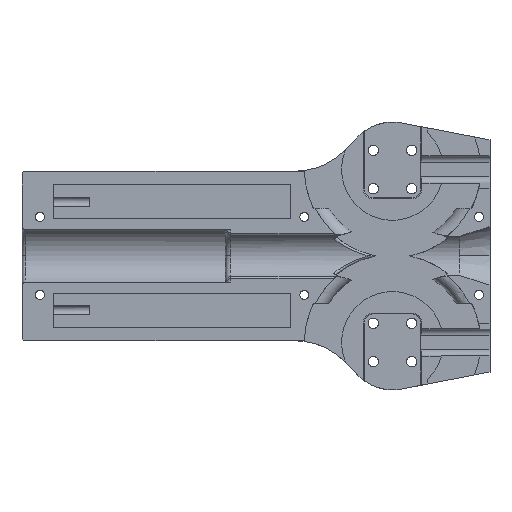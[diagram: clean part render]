
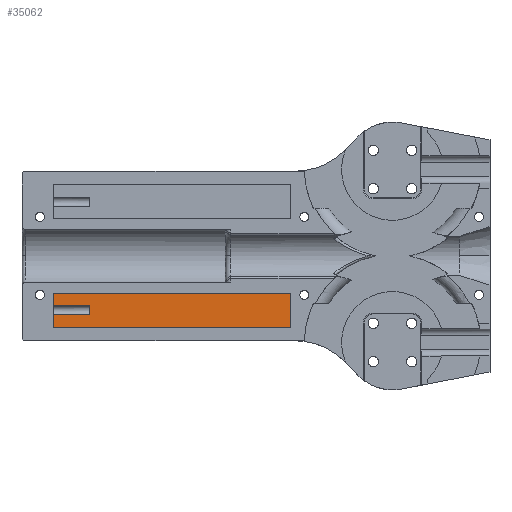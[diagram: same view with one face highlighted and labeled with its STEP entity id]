
A CAD part, top view. The second image highlights one B-rep face of the part: STEP entity #35062.
In plain terms, the highlighted planar face has unit normal (0, 0, 1).
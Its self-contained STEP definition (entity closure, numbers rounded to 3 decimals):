
#22165 = PLANE('',#22166);
#22166 = AXIS2_PLACEMENT_3D('',#22167,#22168,#22169);
#22167 = CARTESIAN_POINT('',(-100.,-21.,24.02));
#22168 = DIRECTION('',(0.,1.,0.));
#22169 = DIRECTION('',(-1.,0.,0.));
#22193 = PLANE('',#22194);
#22194 = AXIS2_PLACEMENT_3D('',#22195,#22196,#22197);
#22195 = CARTESIAN_POINT('',(-100.,-11.,24.02));
#22196 = DIRECTION('',(1.,0.,0.));
#22197 = DIRECTION('',(0.,1.,0.));
#22221 = PLANE('',#22222);
#22222 = AXIS2_PLACEMENT_3D('',#22223,#22224,#22225);
#22223 = CARTESIAN_POINT('',(-30.,-11.,24.02));
#22224 = DIRECTION('',(-0.,-1.,-0.));
#22225 = DIRECTION('',(1.,0.,0.));
#22247 = PLANE('',#22248);
#22248 = AXIS2_PLACEMENT_3D('',#22249,#22250,#22251);
#22249 = CARTESIAN_POINT('',(-30.,-21.,24.02));
#22250 = DIRECTION('',(-1.,-0.,-0.));
#22251 = DIRECTION('',(0.,-1.,0.));
#27381 = VERTEX_POINT('',#27382);
#27382 = CARTESIAN_POINT('',(-100.,-21.,6.02));
#27403 = EDGE_CURVE('',#27381,#27404,#27406,.T.);
#27404 = VERTEX_POINT('',#27405);
#27405 = CARTESIAN_POINT('',(-30.,-21.,6.02));
#27406 = SURFACE_CURVE('',#27407,(#27411,#27418),.PCURVE_S1.);
#27407 = LINE('',#27408,#27409);
#27408 = CARTESIAN_POINT('',(-100.,-21.,6.02));
#27409 = VECTOR('',#27410,1.);
#27410 = DIRECTION('',(1.,0.,0.));
#27411 = PCURVE('',#22165,#27412);
#27412 = DEFINITIONAL_REPRESENTATION('',(#27413),#27417);
#27413 = LINE('',#27414,#27415);
#27414 = CARTESIAN_POINT('',(-0.,-18.));
#27415 = VECTOR('',#27416,1.);
#27416 = DIRECTION('',(-1.,0.));
#27417 = ( GEOMETRIC_REPRESENTATION_CONTEXT(2) 
PARAMETRIC_REPRESENTATION_CONTEXT() REPRESENTATION_CONTEXT('2D SPACE',''
  ) );
#27418 = PCURVE('',#27419,#27424);
#27419 = PLANE('',#27420);
#27420 = AXIS2_PLACEMENT_3D('',#27421,#27422,#27423);
#27421 = CARTESIAN_POINT('',(-100.,-21.,6.02));
#27422 = DIRECTION('',(0.,0.,1.));
#27423 = DIRECTION('',(-1.,0.,0.));
#27424 = DEFINITIONAL_REPRESENTATION('',(#27425),#27429);
#27425 = LINE('',#27426,#27427);
#27426 = CARTESIAN_POINT('',(-0.,0.));
#27427 = VECTOR('',#27428,1.);
#27428 = DIRECTION('',(-1.,0.));
#27429 = ( GEOMETRIC_REPRESENTATION_CONTEXT(2) 
PARAMETRIC_REPRESENTATION_CONTEXT() REPRESENTATION_CONTEXT('2D SPACE',''
  ) );
#27463 = VERTEX_POINT('',#27464);
#27464 = CARTESIAN_POINT('',(-100.,-11.,6.02));
#27485 = EDGE_CURVE('',#27463,#27486,#27488,.T.);
#27486 = VERTEX_POINT('',#27487);
#27487 = CARTESIAN_POINT('',(-100.,-14.65,6.02));
#27488 = SURFACE_CURVE('',#27489,(#27493,#27500),.PCURVE_S1.);
#27489 = LINE('',#27490,#27491);
#27490 = CARTESIAN_POINT('',(-100.,-11.,6.02));
#27491 = VECTOR('',#27492,1.);
#27492 = DIRECTION('',(-0.,-1.,-0.));
#27493 = PCURVE('',#22193,#27494);
#27494 = DEFINITIONAL_REPRESENTATION('',(#27495),#27499);
#27495 = LINE('',#27496,#27497);
#27496 = CARTESIAN_POINT('',(-0.,-18.));
#27497 = VECTOR('',#27498,1.);
#27498 = DIRECTION('',(-1.,0.));
#27499 = ( GEOMETRIC_REPRESENTATION_CONTEXT(2) 
PARAMETRIC_REPRESENTATION_CONTEXT() REPRESENTATION_CONTEXT('2D SPACE',''
  ) );
#27500 = PCURVE('',#27419,#27501);
#27501 = DEFINITIONAL_REPRESENTATION('',(#27502),#27506);
#27502 = LINE('',#27503,#27504);
#27503 = CARTESIAN_POINT('',(-0.,-10.));
#27504 = VECTOR('',#27505,1.);
#27505 = DIRECTION('',(-0.,1.));
#27506 = ( GEOMETRIC_REPRESENTATION_CONTEXT(2) 
PARAMETRIC_REPRESENTATION_CONTEXT() REPRESENTATION_CONTEXT('2D SPACE',''
  ) );
#27509 = VERTEX_POINT('',#27510);
#27510 = CARTESIAN_POINT('',(-100.,-17.35,6.02));
#27525 = CYLINDRICAL_SURFACE('',#27526,1.35);
#27526 = AXIS2_PLACEMENT_3D('',#27527,#27528,#27529);
#27527 = CARTESIAN_POINT('',(-109.25,-16.,6.));
#27528 = DIRECTION('',(-1.,-0.,-0.));
#27529 = DIRECTION('',(0.,1.,0.));
#27537 = EDGE_CURVE('',#27509,#27381,#27538,.T.);
#27538 = SURFACE_CURVE('',#27539,(#27543,#27550),.PCURVE_S1.);
#27539 = LINE('',#27540,#27541);
#27540 = CARTESIAN_POINT('',(-100.,-11.,6.02));
#27541 = VECTOR('',#27542,1.);
#27542 = DIRECTION('',(-0.,-1.,-0.));
#27543 = PCURVE('',#22193,#27544);
#27544 = DEFINITIONAL_REPRESENTATION('',(#27545),#27549);
#27545 = LINE('',#27546,#27547);
#27546 = CARTESIAN_POINT('',(-0.,-18.));
#27547 = VECTOR('',#27548,1.);
#27548 = DIRECTION('',(-1.,0.));
#27549 = ( GEOMETRIC_REPRESENTATION_CONTEXT(2) 
PARAMETRIC_REPRESENTATION_CONTEXT() REPRESENTATION_CONTEXT('2D SPACE',''
  ) );
#27550 = PCURVE('',#27419,#27551);
#27551 = DEFINITIONAL_REPRESENTATION('',(#27552),#27556);
#27552 = LINE('',#27553,#27554);
#27553 = CARTESIAN_POINT('',(-0.,-10.));
#27554 = VECTOR('',#27555,1.);
#27555 = DIRECTION('',(-0.,1.));
#27556 = ( GEOMETRIC_REPRESENTATION_CONTEXT(2) 
PARAMETRIC_REPRESENTATION_CONTEXT() REPRESENTATION_CONTEXT('2D SPACE',''
  ) );
#27610 = EDGE_CURVE('',#27404,#27611,#27613,.T.);
#27611 = VERTEX_POINT('',#27612);
#27612 = CARTESIAN_POINT('',(-30.,-11.,6.02));
#27613 = SURFACE_CURVE('',#27614,(#27618,#27625),.PCURVE_S1.);
#27614 = LINE('',#27615,#27616);
#27615 = CARTESIAN_POINT('',(-30.,-21.,6.02));
#27616 = VECTOR('',#27617,1.);
#27617 = DIRECTION('',(0.,1.,0.));
#27618 = PCURVE('',#22247,#27619);
#27619 = DEFINITIONAL_REPRESENTATION('',(#27620),#27624);
#27620 = LINE('',#27621,#27622);
#27621 = CARTESIAN_POINT('',(-0.,-18.));
#27622 = VECTOR('',#27623,1.);
#27623 = DIRECTION('',(-1.,0.));
#27624 = ( GEOMETRIC_REPRESENTATION_CONTEXT(2) 
PARAMETRIC_REPRESENTATION_CONTEXT() REPRESENTATION_CONTEXT('2D SPACE',''
  ) );
#27625 = PCURVE('',#27419,#27626);
#27626 = DEFINITIONAL_REPRESENTATION('',(#27627),#27631);
#27627 = LINE('',#27628,#27629);
#27628 = CARTESIAN_POINT('',(-70.,0.));
#27629 = VECTOR('',#27630,1.);
#27630 = DIRECTION('',(-0.,-1.));
#27631 = ( GEOMETRIC_REPRESENTATION_CONTEXT(2) 
PARAMETRIC_REPRESENTATION_CONTEXT() REPRESENTATION_CONTEXT('2D SPACE',''
  ) );
#27659 = EDGE_CURVE('',#27611,#27463,#27660,.T.);
#27660 = SURFACE_CURVE('',#27661,(#27665,#27672),.PCURVE_S1.);
#27661 = LINE('',#27662,#27663);
#27662 = CARTESIAN_POINT('',(-30.,-11.,6.02));
#27663 = VECTOR('',#27664,1.);
#27664 = DIRECTION('',(-1.,-0.,-0.));
#27665 = PCURVE('',#22221,#27666);
#27666 = DEFINITIONAL_REPRESENTATION('',(#27667),#27671);
#27667 = LINE('',#27668,#27669);
#27668 = CARTESIAN_POINT('',(-0.,-18.));
#27669 = VECTOR('',#27670,1.);
#27670 = DIRECTION('',(-1.,0.));
#27671 = ( GEOMETRIC_REPRESENTATION_CONTEXT(2) 
PARAMETRIC_REPRESENTATION_CONTEXT() REPRESENTATION_CONTEXT('2D SPACE',''
  ) );
#27672 = PCURVE('',#27419,#27673);
#27673 = DEFINITIONAL_REPRESENTATION('',(#27674),#27678);
#27674 = LINE('',#27675,#27676);
#27675 = CARTESIAN_POINT('',(-70.,-10.));
#27676 = VECTOR('',#27677,1.);
#27677 = DIRECTION('',(1.,-0.));
#27678 = ( GEOMETRIC_REPRESENTATION_CONTEXT(2) 
PARAMETRIC_REPRESENTATION_CONTEXT() REPRESENTATION_CONTEXT('2D SPACE',''
  ) );
#29599 = VERTEX_POINT('',#29600);
#29600 = CARTESIAN_POINT('',(-89.25,-14.65,6.02));
#29615 = PLANE('',#29616);
#29616 = AXIS2_PLACEMENT_3D('',#29617,#29618,#29619);
#29617 = CARTESIAN_POINT('',(-89.25,-14.65,6.));
#29618 = DIRECTION('',(1.,0.,0.));
#29619 = DIRECTION('',(0.,0.,-1.));
#29627 = EDGE_CURVE('',#29599,#27486,#29628,.T.);
#29628 = SURFACE_CURVE('',#29629,(#29633,#29640),.PCURVE_S1.);
#29629 = LINE('',#29630,#29631);
#29630 = CARTESIAN_POINT('',(-109.25,-14.65,6.02));
#29631 = VECTOR('',#29632,1.);
#29632 = DIRECTION('',(-1.,-0.,-0.));
#29633 = PCURVE('',#27525,#29634);
#29634 = DEFINITIONAL_REPRESENTATION('',(#29635),#29639);
#29635 = LINE('',#29636,#29637);
#29636 = CARTESIAN_POINT('',(-0.015,0.));
#29637 = VECTOR('',#29638,1.);
#29638 = DIRECTION('',(-0.,1.));
#29639 = ( GEOMETRIC_REPRESENTATION_CONTEXT(2) 
PARAMETRIC_REPRESENTATION_CONTEXT() REPRESENTATION_CONTEXT('2D SPACE',''
  ) );
#29640 = PCURVE('',#27419,#29641);
#29641 = DEFINITIONAL_REPRESENTATION('',(#29642),#29646);
#29642 = LINE('',#29643,#29644);
#29643 = CARTESIAN_POINT('',(9.25,-6.35));
#29644 = VECTOR('',#29645,1.);
#29645 = DIRECTION('',(1.,-0.));
#29646 = ( GEOMETRIC_REPRESENTATION_CONTEXT(2) 
PARAMETRIC_REPRESENTATION_CONTEXT() REPRESENTATION_CONTEXT('2D SPACE',''
  ) );
#29649 = EDGE_CURVE('',#29650,#27509,#29652,.T.);
#29650 = VERTEX_POINT('',#29651);
#29651 = CARTESIAN_POINT('',(-89.25,-17.35,6.02));
#29652 = SURFACE_CURVE('',#29653,(#29657,#29664),.PCURVE_S1.);
#29653 = LINE('',#29654,#29655);
#29654 = CARTESIAN_POINT('',(-109.25,-17.35,6.02));
#29655 = VECTOR('',#29656,1.);
#29656 = DIRECTION('',(-1.,-0.,-0.));
#29657 = PCURVE('',#27525,#29658);
#29658 = DEFINITIONAL_REPRESENTATION('',(#29659),#29663);
#29659 = LINE('',#29660,#29661);
#29660 = CARTESIAN_POINT('',(-3.127,0.));
#29661 = VECTOR('',#29662,1.);
#29662 = DIRECTION('',(-0.,1.));
#29663 = ( GEOMETRIC_REPRESENTATION_CONTEXT(2) 
PARAMETRIC_REPRESENTATION_CONTEXT() REPRESENTATION_CONTEXT('2D SPACE',''
  ) );
#29664 = PCURVE('',#27419,#29665);
#29665 = DEFINITIONAL_REPRESENTATION('',(#29666),#29670);
#29666 = LINE('',#29667,#29668);
#29667 = CARTESIAN_POINT('',(9.25,-3.65));
#29668 = VECTOR('',#29669,1.);
#29669 = DIRECTION('',(1.,-0.));
#29670 = ( GEOMETRIC_REPRESENTATION_CONTEXT(2) 
PARAMETRIC_REPRESENTATION_CONTEXT() REPRESENTATION_CONTEXT('2D SPACE',''
  ) );
#35062 = ADVANCED_FACE('',(#35063),#27419,.T.);
#35063 = FACE_BOUND('',#35064,.F.);
#35064 = EDGE_LOOP('',(#35065,#35066,#35067,#35068,#35089,#35090,#35091,
    #35092));
#35065 = ORIENTED_EDGE('',*,*,#27403,.F.);
#35066 = ORIENTED_EDGE('',*,*,#27537,.F.);
#35067 = ORIENTED_EDGE('',*,*,#29649,.F.);
#35068 = ORIENTED_EDGE('',*,*,#35069,.F.);
#35069 = EDGE_CURVE('',#29599,#29650,#35070,.T.);
#35070 = SURFACE_CURVE('',#35071,(#35075,#35082),.PCURVE_S1.);
#35071 = LINE('',#35072,#35073);
#35072 = CARTESIAN_POINT('',(-89.25,-17.825,6.02));
#35073 = VECTOR('',#35074,1.);
#35074 = DIRECTION('',(-0.,-1.,-0.));
#35075 = PCURVE('',#27419,#35076);
#35076 = DEFINITIONAL_REPRESENTATION('',(#35077),#35081);
#35077 = LINE('',#35078,#35079);
#35078 = CARTESIAN_POINT('',(-10.75,-3.175));
#35079 = VECTOR('',#35080,1.);
#35080 = DIRECTION('',(-0.,1.));
#35081 = ( GEOMETRIC_REPRESENTATION_CONTEXT(2) 
PARAMETRIC_REPRESENTATION_CONTEXT() REPRESENTATION_CONTEXT('2D SPACE',''
  ) );
#35082 = PCURVE('',#29615,#35083);
#35083 = DEFINITIONAL_REPRESENTATION('',(#35084),#35088);
#35084 = LINE('',#35085,#35086);
#35085 = CARTESIAN_POINT('',(-0.02,-3.175));
#35086 = VECTOR('',#35087,1.);
#35087 = DIRECTION('',(-0.,-1.));
#35088 = ( GEOMETRIC_REPRESENTATION_CONTEXT(2) 
PARAMETRIC_REPRESENTATION_CONTEXT() REPRESENTATION_CONTEXT('2D SPACE',''
  ) );
#35089 = ORIENTED_EDGE('',*,*,#29627,.T.);
#35090 = ORIENTED_EDGE('',*,*,#27485,.F.);
#35091 = ORIENTED_EDGE('',*,*,#27659,.F.);
#35092 = ORIENTED_EDGE('',*,*,#27610,.F.);
